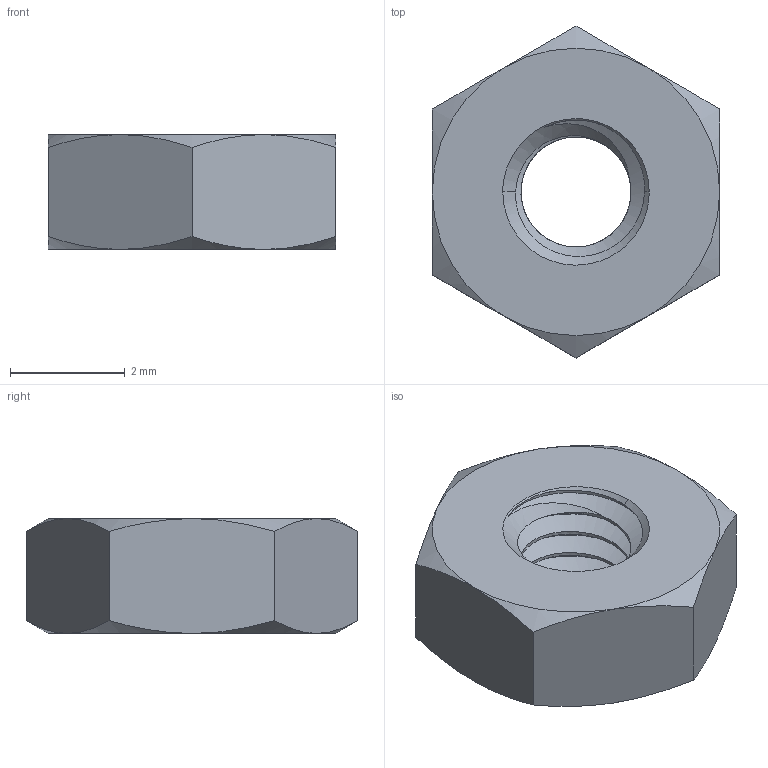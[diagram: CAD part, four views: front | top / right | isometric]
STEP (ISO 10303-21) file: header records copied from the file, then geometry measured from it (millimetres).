
FILE_DESCRIPTION (( 'STEP AP203' ), '1' );
FILE_NAME ('90591A270_Zinc-Plated Steel Hex Nut.STEP', '2021-09-15T01:01:12', ( 'Administrator' ), ( 'Managed by Terraform' ), 'SwSTEP 2.0', 'SolidWorks 2017', '' );
FILE_SCHEMA (( 'CONFIG_CONTROL_DESIGN' ));
Length unit declared in the file: inch
Products named in the file (1): 90591A270_Zinc-Plated Steel Hex Nut
Bounding box: 5 x 5.77 x 2 mm (x, y, z)
Volume: 35 mm3; surface area: 89.6 mm2
Topology: 1 solids, 1 shells, 38 faces, 100 edges, 64 vertices
Faces by surface type: cone 17, cylinder 10, plane 8, bspline 3
Entity records: 1980 total; most frequent: CARTESIAN_POINT 1106, ORIENTED_EDGE 200, DIRECTION 124, EDGE_CURVE 100, VERTEX_POINT 64, AXIS2_PLACEMENT_3D 52, B_SPLINE_CURVE_WITH_KNOTS 42, EDGE_LOOP 40
